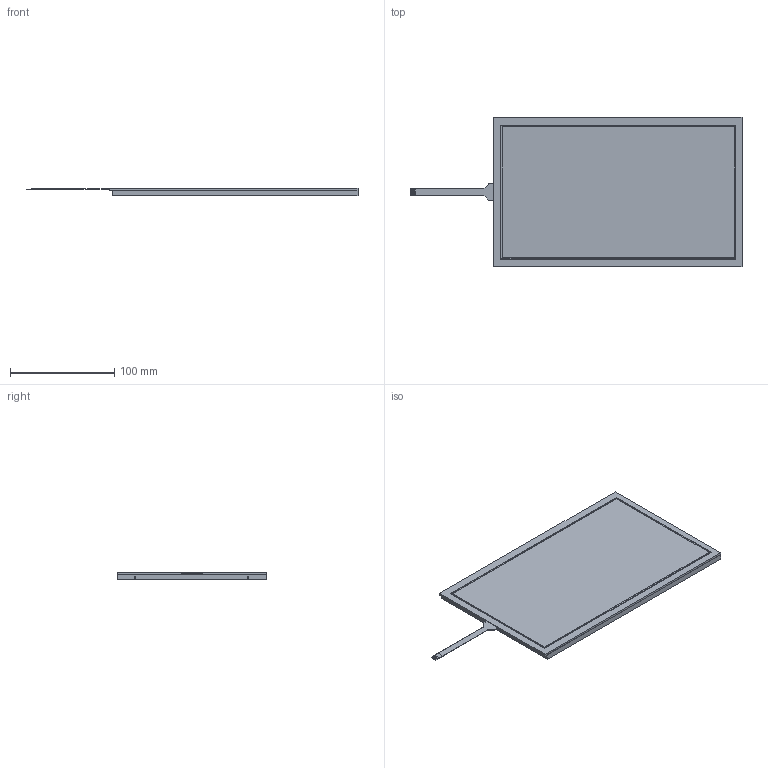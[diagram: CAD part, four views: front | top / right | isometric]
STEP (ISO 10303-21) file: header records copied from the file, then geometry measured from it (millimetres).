
FILE_DESCRIPTION(/* description */ (''),/* implementation_level */ '2;1');
FILE_NAME(/* name */ 'HP_TK-SRA101WS-01A3.stp',/* time_stamp */ '2023-04-18T13:30:32+09:00',/* author */ ('KIKOU-CAD2'),/* organization */ (''),/* preprocessor_version */ 'ST-DEVELOPER v18.1',/* originating_system */ 'Autodesk Inventor 2020',/* authorisation */ '');
FILE_SCHEMA (('AUTOMOTIVE_DESIGN { 1 0 10303 214 3 1 1 }'));
Products named in the file (1): HP_TK-SRA101WS-01A3
Bounding box: 318 x 143 x 7.46 mm (x, y, z)
Volume: 246326.3 mm3; surface area: 136187 mm2
Topology: 1 solids, 2 shells, 1670 faces, 4926 edges, 3253 vertices
Faces by surface type: plane 1105, cylinder 517, bspline 31, sphere 9, cone 4, torus 4
Full cylindrical faces by diameter (mm): 0.5 x2, 1.567 x4
Entity records: 57140 total; most frequent: CARTESIAN_POINT 11451, ORIENTED_EDGE 9828, DIRECTION 9292, EDGE_CURVE 4914, LINE 3728, VECTOR 3728, VERTEX_POINT 3253, AXIS2_PLACEMENT_3D 2782
